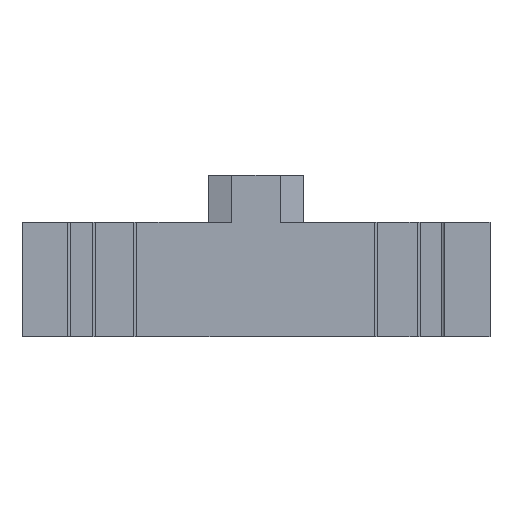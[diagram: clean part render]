
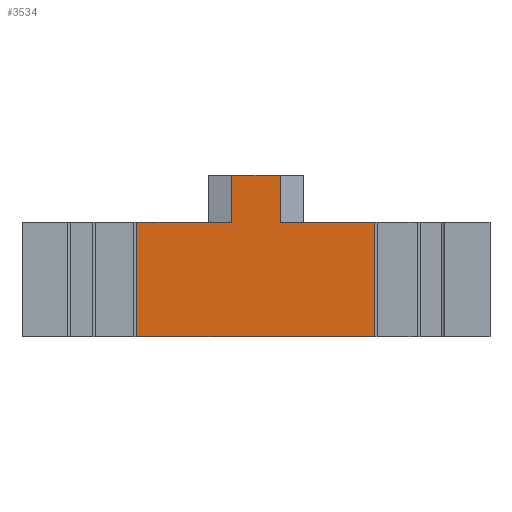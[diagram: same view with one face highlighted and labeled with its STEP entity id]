
A CAD part, front view. The second image highlights one B-rep face of the part: STEP entity #3534.
In plain terms, the highlighted planar face has unit normal (0, -1, 0).
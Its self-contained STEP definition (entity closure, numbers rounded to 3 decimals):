
#32 = PLANE('',#33);
#33 = AXIS2_PLACEMENT_3D('',#34,#35,#36);
#34 = CARTESIAN_POINT('',(15.9,-40.,-5.5));
#35 = DIRECTION('',(0.,0.,-1.));
#36 = DIRECTION('',(-1.,0.,0.));
#342 = VERTEX_POINT('',#343);
#343 = CARTESIAN_POINT('',(8.05,-39.9,-5.5));
#357 = PLANE('',#358);
#358 = AXIS2_PLACEMENT_3D('',#359,#360,#361);
#359 = CARTESIAN_POINT('',(8.05,-39.9,-7.7));
#360 = DIRECTION('',(-1.,0.,0.));
#361 = DIRECTION('',(0.,0.,1.));
#369 = EDGE_CURVE('',#370,#342,#372,.T.);
#370 = VERTEX_POINT('',#371);
#371 = CARTESIAN_POINT('',(-8.1,-39.9,-5.5));
#372 = SURFACE_CURVE('',#373,(#377,#384),.PCURVE_S1.);
#373 = LINE('',#374,#375);
#374 = CARTESIAN_POINT('',(12.,-39.9,-5.5));
#375 = VECTOR('',#376,1.);
#376 = DIRECTION('',(1.,0.,0.));
#377 = PCURVE('',#32,#378);
#378 = DEFINITIONAL_REPRESENTATION('',(#379),#383);
#379 = LINE('',#380,#381);
#380 = CARTESIAN_POINT('',(3.9,0.1));
#381 = VECTOR('',#382,1.);
#382 = DIRECTION('',(-1.,0.));
#383 = ( GEOMETRIC_REPRESENTATION_CONTEXT(2) 
PARAMETRIC_REPRESENTATION_CONTEXT() REPRESENTATION_CONTEXT('2D SPACE',''
  ) );
#384 = PCURVE('',#385,#390);
#385 = PLANE('',#386);
#386 = AXIS2_PLACEMENT_3D('',#387,#388,#389);
#387 = CARTESIAN_POINT('',(8.,-39.9,-7.7));
#388 = DIRECTION('',(0.,1.,0.));
#389 = DIRECTION('',(0.,0.,1.));
#390 = DEFINITIONAL_REPRESENTATION('',(#391),#395);
#391 = LINE('',#392,#393);
#392 = CARTESIAN_POINT('',(2.2,4.));
#393 = VECTOR('',#394,1.);
#394 = DIRECTION('',(0.,1.));
#395 = ( GEOMETRIC_REPRESENTATION_CONTEXT(2) 
PARAMETRIC_REPRESENTATION_CONTEXT() REPRESENTATION_CONTEXT('2D SPACE',''
  ) );
#413 = PLANE('',#414);
#414 = AXIS2_PLACEMENT_3D('',#415,#416,#417);
#415 = CARTESIAN_POINT('',(-8.1,-39.1,-7.7));
#416 = DIRECTION('',(-1.,0.,0.));
#417 = DIRECTION('',(0.,0.,1.));
#2763 = PLANE('',#2764);
#2764 = AXIS2_PLACEMENT_3D('',#2765,#2766,#2767);
#2765 = CARTESIAN_POINT('',(-15.9,-40.,2.3));
#2766 = DIRECTION('',(0.,0.,1.));
#2767 = DIRECTION('',(1.,0.,-0.));
#3491 = EDGE_CURVE('',#342,#3492,#3494,.T.);
#3492 = VERTEX_POINT('',#3493);
#3493 = CARTESIAN_POINT('',(8.05,-39.9,2.3));
#3494 = SURFACE_CURVE('',#3495,(#3499,#3506),.PCURVE_S1.);
#3495 = LINE('',#3496,#3497);
#3496 = CARTESIAN_POINT('',(8.05,-39.9,-7.7));
#3497 = VECTOR('',#3498,1.);
#3498 = DIRECTION('',(0.,0.,1.));
#3499 = PCURVE('',#357,#3500);
#3500 = DEFINITIONAL_REPRESENTATION('',(#3501),#3505);
#3501 = LINE('',#3502,#3503);
#3502 = CARTESIAN_POINT('',(0.,0.));
#3503 = VECTOR('',#3504,1.);
#3504 = DIRECTION('',(1.,0.));
#3505 = ( GEOMETRIC_REPRESENTATION_CONTEXT(2) 
PARAMETRIC_REPRESENTATION_CONTEXT() REPRESENTATION_CONTEXT('2D SPACE',''
  ) );
#3506 = PCURVE('',#385,#3507);
#3507 = DEFINITIONAL_REPRESENTATION('',(#3508),#3512);
#3508 = LINE('',#3509,#3510);
#3509 = CARTESIAN_POINT('',(0.,0.05));
#3510 = VECTOR('',#3511,1.);
#3511 = DIRECTION('',(1.,0.));
#3512 = ( GEOMETRIC_REPRESENTATION_CONTEXT(2) 
PARAMETRIC_REPRESENTATION_CONTEXT() REPRESENTATION_CONTEXT('2D SPACE',''
  ) );
#3534 = ADVANCED_FACE('',(#3535),#385,.F.);
#3535 = FACE_BOUND('',#3536,.F.);
#3536 = EDGE_LOOP('',(#3537,#3538,#3561,#3589,#3617,#3645,#3673,#3694));
#3537 = ORIENTED_EDGE('',*,*,#369,.F.);
#3538 = ORIENTED_EDGE('',*,*,#3539,.T.);
#3539 = EDGE_CURVE('',#370,#3540,#3542,.T.);
#3540 = VERTEX_POINT('',#3541);
#3541 = CARTESIAN_POINT('',(-8.1,-39.9,2.3));
#3542 = SURFACE_CURVE('',#3543,(#3547,#3554),.PCURVE_S1.);
#3543 = LINE('',#3544,#3545);
#3544 = CARTESIAN_POINT('',(-8.1,-39.9,-1.6));
#3545 = VECTOR('',#3546,1.);
#3546 = DIRECTION('',(0.,-0.,1.));
#3547 = PCURVE('',#385,#3548);
#3548 = DEFINITIONAL_REPRESENTATION('',(#3549),#3553);
#3549 = LINE('',#3550,#3551);
#3550 = CARTESIAN_POINT('',(6.1,-16.1));
#3551 = VECTOR('',#3552,1.);
#3552 = DIRECTION('',(1.,0.));
#3553 = ( GEOMETRIC_REPRESENTATION_CONTEXT(2) 
PARAMETRIC_REPRESENTATION_CONTEXT() REPRESENTATION_CONTEXT('2D SPACE',''
  ) );
#3554 = PCURVE('',#413,#3555);
#3555 = DEFINITIONAL_REPRESENTATION('',(#3556),#3560);
#3556 = LINE('',#3557,#3558);
#3557 = CARTESIAN_POINT('',(6.1,-0.8));
#3558 = VECTOR('',#3559,1.);
#3559 = DIRECTION('',(1.,0.));
#3560 = ( GEOMETRIC_REPRESENTATION_CONTEXT(2) 
PARAMETRIC_REPRESENTATION_CONTEXT() REPRESENTATION_CONTEXT('2D SPACE',''
  ) );
#3561 = ORIENTED_EDGE('',*,*,#3562,.F.);
#3562 = EDGE_CURVE('',#3563,#3540,#3565,.T.);
#3563 = VERTEX_POINT('',#3564);
#3564 = CARTESIAN_POINT('',(-1.65,-39.9,2.3));
#3565 = SURFACE_CURVE('',#3566,(#3570,#3577),.PCURVE_S1.);
#3566 = LINE('',#3567,#3568);
#3567 = CARTESIAN_POINT('',(12.6,-39.9,2.3));
#3568 = VECTOR('',#3569,1.);
#3569 = DIRECTION('',(-1.,0.,0.));
#3570 = PCURVE('',#385,#3571);
#3571 = DEFINITIONAL_REPRESENTATION('',(#3572),#3576);
#3572 = LINE('',#3573,#3574);
#3573 = CARTESIAN_POINT('',(10.,4.6));
#3574 = VECTOR('',#3575,1.);
#3575 = DIRECTION('',(0.,-1.));
#3576 = ( GEOMETRIC_REPRESENTATION_CONTEXT(2) 
PARAMETRIC_REPRESENTATION_CONTEXT() REPRESENTATION_CONTEXT('2D SPACE',''
  ) );
#3577 = PCURVE('',#3578,#3583);
#3578 = PLANE('',#3579);
#3579 = AXIS2_PLACEMENT_3D('',#3580,#3581,#3582);
#3580 = CARTESIAN_POINT('',(-15.9,-40.,2.3));
#3581 = DIRECTION('',(0.,0.,1.));
#3582 = DIRECTION('',(1.,0.,-0.));
#3583 = DEFINITIONAL_REPRESENTATION('',(#3584),#3588);
#3584 = LINE('',#3585,#3586);
#3585 = CARTESIAN_POINT('',(28.5,0.1));
#3586 = VECTOR('',#3587,1.);
#3587 = DIRECTION('',(-1.,0.));
#3588 = ( GEOMETRIC_REPRESENTATION_CONTEXT(2) 
PARAMETRIC_REPRESENTATION_CONTEXT() REPRESENTATION_CONTEXT('2D SPACE',''
  ) );
#3589 = ORIENTED_EDGE('',*,*,#3590,.F.);
#3590 = EDGE_CURVE('',#3591,#3563,#3593,.T.);
#3591 = VERTEX_POINT('',#3592);
#3592 = CARTESIAN_POINT('',(-1.65,-39.9,5.5));
#3593 = SURFACE_CURVE('',#3594,(#3598,#3605),.PCURVE_S1.);
#3594 = LINE('',#3595,#3596);
#3595 = CARTESIAN_POINT('',(-1.65,-39.9,2.3));
#3596 = VECTOR('',#3597,1.);
#3597 = DIRECTION('',(0.,0.,-1.));
#3598 = PCURVE('',#385,#3599);
#3599 = DEFINITIONAL_REPRESENTATION('',(#3600),#3604);
#3600 = LINE('',#3601,#3602);
#3601 = CARTESIAN_POINT('',(10.,-9.65));
#3602 = VECTOR('',#3603,1.);
#3603 = DIRECTION('',(-1.,0.));
#3604 = ( GEOMETRIC_REPRESENTATION_CONTEXT(2) 
PARAMETRIC_REPRESENTATION_CONTEXT() REPRESENTATION_CONTEXT('2D SPACE',''
  ) );
#3605 = PCURVE('',#3606,#3611);
#3606 = PLANE('',#3607);
#3607 = AXIS2_PLACEMENT_3D('',#3608,#3609,#3610);
#3608 = CARTESIAN_POINT('',(-2.45,-39.667,2.3));
#3609 = DIRECTION('',(0.28,0.96,0.));
#3610 = DIRECTION('',(0.,0.,-1.));
#3611 = DEFINITIONAL_REPRESENTATION('',(#3612),#3616);
#3612 = LINE('',#3613,#3614);
#3613 = CARTESIAN_POINT('',(0.,-0.833));
#3614 = VECTOR('',#3615,1.);
#3615 = DIRECTION('',(1.,-0.));
#3616 = ( GEOMETRIC_REPRESENTATION_CONTEXT(2) 
PARAMETRIC_REPRESENTATION_CONTEXT() REPRESENTATION_CONTEXT('2D SPACE',''
  ) );
#3617 = ORIENTED_EDGE('',*,*,#3618,.F.);
#3618 = EDGE_CURVE('',#3619,#3591,#3621,.T.);
#3619 = VERTEX_POINT('',#3620);
#3620 = CARTESIAN_POINT('',(1.65,-39.9,5.5));
#3621 = SURFACE_CURVE('',#3622,(#3626,#3633),.PCURVE_S1.);
#3622 = LINE('',#3623,#3624);
#3623 = CARTESIAN_POINT('',(3.25,-39.9,5.5));
#3624 = VECTOR('',#3625,1.);
#3625 = DIRECTION('',(-1.,0.,0.));
#3626 = PCURVE('',#385,#3627);
#3627 = DEFINITIONAL_REPRESENTATION('',(#3628),#3632);
#3628 = LINE('',#3629,#3630);
#3629 = CARTESIAN_POINT('',(13.2,-4.75));
#3630 = VECTOR('',#3631,1.);
#3631 = DIRECTION('',(0.,-1.));
#3632 = ( GEOMETRIC_REPRESENTATION_CONTEXT(2) 
PARAMETRIC_REPRESENTATION_CONTEXT() REPRESENTATION_CONTEXT('2D SPACE',''
  ) );
#3633 = PCURVE('',#3634,#3639);
#3634 = PLANE('',#3635);
#3635 = AXIS2_PLACEMENT_3D('',#3636,#3637,#3638);
#3636 = CARTESIAN_POINT('',(-1.65,-40.,5.5));
#3637 = DIRECTION('',(0.,0.,1.));
#3638 = DIRECTION('',(1.,0.,-0.));
#3639 = DEFINITIONAL_REPRESENTATION('',(#3640),#3644);
#3640 = LINE('',#3641,#3642);
#3641 = CARTESIAN_POINT('',(4.9,0.1));
#3642 = VECTOR('',#3643,1.);
#3643 = DIRECTION('',(-1.,0.));
#3644 = ( GEOMETRIC_REPRESENTATION_CONTEXT(2) 
PARAMETRIC_REPRESENTATION_CONTEXT() REPRESENTATION_CONTEXT('2D SPACE',''
  ) );
#3645 = ORIENTED_EDGE('',*,*,#3646,.F.);
#3646 = EDGE_CURVE('',#3647,#3619,#3649,.T.);
#3647 = VERTEX_POINT('',#3648);
#3648 = CARTESIAN_POINT('',(1.65,-39.9,2.3));
#3649 = SURFACE_CURVE('',#3650,(#3654,#3661),.PCURVE_S1.);
#3650 = LINE('',#3651,#3652);
#3651 = CARTESIAN_POINT('',(1.65,-39.9,3.9));
#3652 = VECTOR('',#3653,1.);
#3653 = DIRECTION('',(-0.,0.,1.));
#3654 = PCURVE('',#385,#3655);
#3655 = DEFINITIONAL_REPRESENTATION('',(#3656),#3660);
#3656 = LINE('',#3657,#3658);
#3657 = CARTESIAN_POINT('',(11.6,-6.35));
#3658 = VECTOR('',#3659,1.);
#3659 = DIRECTION('',(1.,0.));
#3660 = ( GEOMETRIC_REPRESENTATION_CONTEXT(2) 
PARAMETRIC_REPRESENTATION_CONTEXT() REPRESENTATION_CONTEXT('2D SPACE',''
  ) );
#3661 = PCURVE('',#3662,#3667);
#3662 = PLANE('',#3663);
#3663 = AXIS2_PLACEMENT_3D('',#3664,#3665,#3666);
#3664 = CARTESIAN_POINT('',(2.45,-39.667,2.3));
#3665 = DIRECTION('',(0.28,-0.96,0.));
#3666 = DIRECTION('',(0.,0.,-1.));
#3667 = DEFINITIONAL_REPRESENTATION('',(#3668),#3672);
#3668 = LINE('',#3669,#3670);
#3669 = CARTESIAN_POINT('',(-1.6,-0.833));
#3670 = VECTOR('',#3671,1.);
#3671 = DIRECTION('',(-1.,0.));
#3672 = ( GEOMETRIC_REPRESENTATION_CONTEXT(2) 
PARAMETRIC_REPRESENTATION_CONTEXT() REPRESENTATION_CONTEXT('2D SPACE',''
  ) );
#3673 = ORIENTED_EDGE('',*,*,#3674,.F.);
#3674 = EDGE_CURVE('',#3492,#3647,#3675,.T.);
#3675 = SURFACE_CURVE('',#3676,(#3680,#3687),.PCURVE_S1.);
#3676 = LINE('',#3677,#3678);
#3677 = CARTESIAN_POINT('',(12.6,-39.9,2.3));
#3678 = VECTOR('',#3679,1.);
#3679 = DIRECTION('',(-1.,0.,0.));
#3680 = PCURVE('',#385,#3681);
#3681 = DEFINITIONAL_REPRESENTATION('',(#3682),#3686);
#3682 = LINE('',#3683,#3684);
#3683 = CARTESIAN_POINT('',(10.,4.6));
#3684 = VECTOR('',#3685,1.);
#3685 = DIRECTION('',(0.,-1.));
#3686 = ( GEOMETRIC_REPRESENTATION_CONTEXT(2) 
PARAMETRIC_REPRESENTATION_CONTEXT() REPRESENTATION_CONTEXT('2D SPACE',''
  ) );
#3687 = PCURVE('',#2763,#3688);
#3688 = DEFINITIONAL_REPRESENTATION('',(#3689),#3693);
#3689 = LINE('',#3690,#3691);
#3690 = CARTESIAN_POINT('',(28.5,0.1));
#3691 = VECTOR('',#3692,1.);
#3692 = DIRECTION('',(-1.,0.));
#3693 = ( GEOMETRIC_REPRESENTATION_CONTEXT(2) 
PARAMETRIC_REPRESENTATION_CONTEXT() REPRESENTATION_CONTEXT('2D SPACE',''
  ) );
#3694 = ORIENTED_EDGE('',*,*,#3491,.F.);
